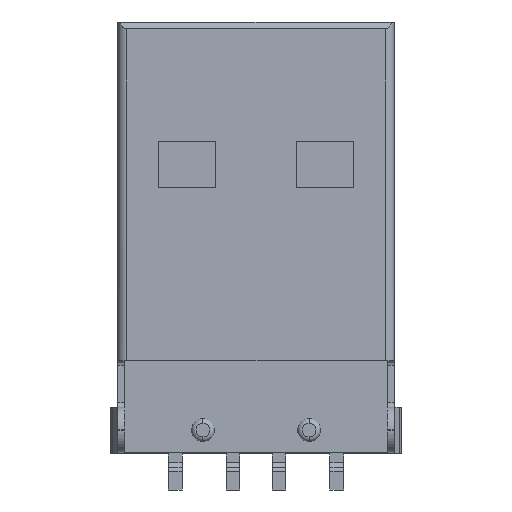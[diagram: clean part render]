
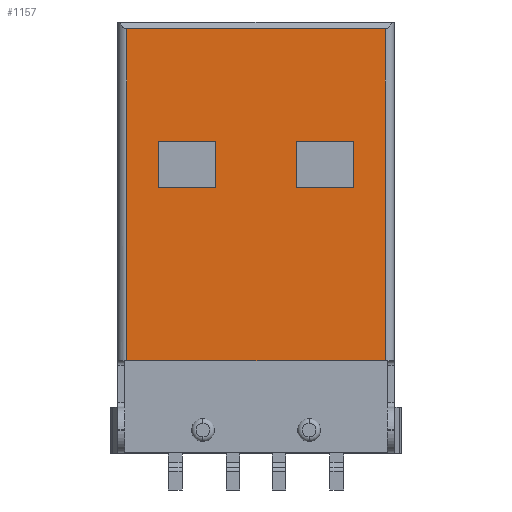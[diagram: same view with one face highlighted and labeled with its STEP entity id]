
A CAD part, front view. The second image highlights one B-rep face of the part: STEP entity #1157.
In plain terms, the highlighted planar face has unit normal (0, -1, 0).
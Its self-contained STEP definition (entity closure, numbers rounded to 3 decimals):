
#1157=ADVANCED_FACE('',(#3274,#3275,#3276),#3277,.T.);
#1363=VERTEX_POINT('',#3503);
#1441=VERTEX_POINT('',#3588);
#1531=VERTEX_POINT('',#3688);
#1679=EDGE_CURVE('',#1363,#2723,#3849,.T.);
#1747=EDGE_CURVE('',#3155,#2699,#3922,.T.);
#1765=EDGE_CURVE('',#2119,#1835,#3942,.T.);
#1835=VERTEX_POINT('',#4016);
#1861=VERTEX_POINT('',#4046);
#1949=EDGE_CURVE('',#2003,#1441,#4137,.T.);
#1967=VERTEX_POINT('',#4158);
#2003=VERTEX_POINT('',#4197);
#2021=VERTEX_POINT('',#4216);
#2089=EDGE_CURVE('',#2699,#1531,#4292,.T.);
#2099=EDGE_CURVE('',#1531,#2021,#4304,.T.);
#2119=VERTEX_POINT('',#4326);
#2179=EDGE_CURVE('',#1861,#1967,#4390,.T.);
#2259=EDGE_CURVE('',#2119,#1967,#4477,.T.);
#2415=EDGE_CURVE('',#2723,#2003,#4652,.T.);
#2427=EDGE_CURVE('',#1835,#1861,#4664,.T.);
#2517=EDGE_CURVE('',#1441,#1363,#4762,.T.);
#2699=VERTEX_POINT('',#4967);
#2723=VERTEX_POINT('',#4992);
#2985=EDGE_CURVE('',#2021,#3155,#5283,.T.);
#3155=VERTEX_POINT('',#5463);
#3274=FACE_OUTER_BOUND('',#5612,.T.);
#3275=FACE_BOUND('',#5613,.T.);
#3276=FACE_BOUND('',#5614,.T.);
#3277=PLANE('',#5615);
#3503=CARTESIAN_POINT('',(4.25,0.,-7.2));
#3588=CARTESIAN_POINT('',(4.25,0.,-5.2));
#3688=CARTESIAN_POINT('',(-1.75,0.,-7.2));
#3849=LINE('',#6400,#6401);
#3922=LINE('',#6503,#6504);
#3942=LINE('',#6528,#6529);
#4016=CARTESIAN_POINT('',(5.597,0.,-14.69));
#4046=CARTESIAN_POINT('',(5.597,0.,-0.298));
#4137=LINE('',#6807,#6808);
#4158=CARTESIAN_POINT('',(-5.597,0.0,-0.298));
#4197=CARTESIAN_POINT('',(1.75,0.,-5.2));
#4216=CARTESIAN_POINT('',(-4.25,0.,-7.2));
#4292=LINE('',#7015,#7016);
#4304=LINE('',#7030,#7031);
#4326=CARTESIAN_POINT('',(-5.597,0.0,-14.69));
#4390=LINE('',#7145,#7146);
#4477=LINE('',#7269,#7270);
#4652=LINE('',#7527,#7528);
#4664=LINE('',#7550,#7551);
#4762=LINE('',#7691,#7692);
#4967=CARTESIAN_POINT('',(-1.75,0.,-5.2));
#4992=CARTESIAN_POINT('',(1.75,0.,-7.2));
#5283=LINE('',#8416,#8417);
#5463=CARTESIAN_POINT('',(-4.25,0.,-5.2));
#5612=EDGE_LOOP('',(#8785,#8786,#8787,#8788));
#5613=EDGE_LOOP('',(#8789,#8790,#8791,#8792));
#5614=EDGE_LOOP('',(#8793,#8794,#8795,#8796));
#5615=AXIS2_PLACEMENT_3D('',#8797,#8798,#8799);
#6400=CARTESIAN_POINT('',(4.299,0.,-7.2));
#6401=VECTOR('',#9431,1.0);
#6503=CARTESIAN_POINT('',(1.299,0.,-5.2));
#6504=VECTOR('',#9502,1.0);
#6528=CARTESIAN_POINT('',(2.799,0.,-14.69));
#6529=VECTOR('',#9525,1.0);
#6807=CARTESIAN_POINT('',(4.299,0.,-5.2));
#6808=VECTOR('',#9691,1.0);
#7015=CARTESIAN_POINT('',(-1.75,0.,-12.95));
#7016=VECTOR('',#9890,1.0);
#7030=CARTESIAN_POINT('',(1.299,0.,-7.2));
#7031=VECTOR('',#9915,1.0);
#7145=CARTESIAN_POINT('',(7.0,0.,-0.298));
#7146=VECTOR('',#10017,1.0);
#7269=CARTESIAN_POINT('',(-5.597,0.0,-19.7));
#7270=VECTOR('',#10115,1.0);
#7527=CARTESIAN_POINT('',(1.75,0.,-12.95));
#7528=VECTOR('',#10342,1.0);
#7550=CARTESIAN_POINT('',(5.597,0.,-19.7));
#7551=VECTOR('',#10350,1.0);
#7691=CARTESIAN_POINT('',(4.25,0.,-12.95));
#7692=VECTOR('',#10449,1.0);
#8416=CARTESIAN_POINT('',(-4.25,0.,-12.95));
#8417=VECTOR('',#11102,1.0);
#8785=ORIENTED_EDGE('',*,*,#1765,.T.);
#8786=ORIENTED_EDGE('',*,*,#2427,.T.);
#8787=ORIENTED_EDGE('',*,*,#2179,.T.);
#8788=ORIENTED_EDGE('',*,*,#2259,.F.);
#8789=ORIENTED_EDGE('',*,*,#1679,.T.);
#8790=ORIENTED_EDGE('',*,*,#2415,.T.);
#8791=ORIENTED_EDGE('',*,*,#1949,.T.);
#8792=ORIENTED_EDGE('',*,*,#2517,.T.);
#8793=ORIENTED_EDGE('',*,*,#2099,.T.);
#8794=ORIENTED_EDGE('',*,*,#2985,.T.);
#8795=ORIENTED_EDGE('',*,*,#1747,.T.);
#8796=ORIENTED_EDGE('',*,*,#2089,.T.);
#8797=CARTESIAN_POINT('',(5.597,0.,-19.7));
#8798=DIRECTION('',(0.0,-1.0,0.0));
#8799=DIRECTION('',(0.0,0.0,-1.0));
#9431=DIRECTION('',(-1.0,0.0,0.0));
#9502=DIRECTION('',(1.0,0.0,0.0));
#9525=DIRECTION('',(1.0,0.0,0.0));
#9691=DIRECTION('',(1.0,0.0,0.0));
#9890=DIRECTION('',(-0.0,-0.0,-1.0));
#9915=DIRECTION('',(-1.0,0.0,0.0));
#10017=DIRECTION('',(-1.0,0.0,0.));
#10115=DIRECTION('',(0.0,0.0,1.0));
#10342=DIRECTION('',(0.0,0.0,1.0));
#10350=DIRECTION('',(0.0,0.0,1.0));
#10449=DIRECTION('',(-0.0,-0.0,-1.0));
#11102=DIRECTION('',(0.0,0.0,1.0));
